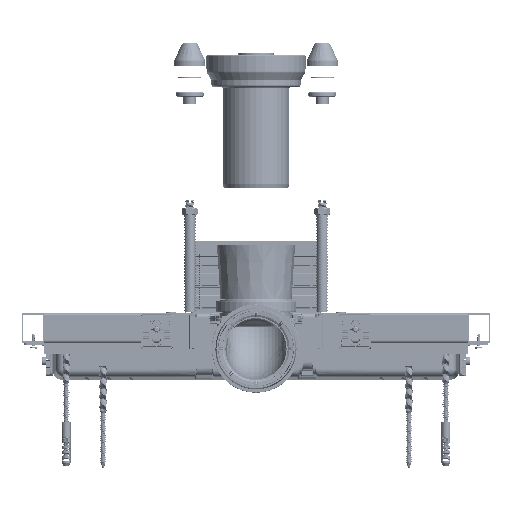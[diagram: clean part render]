
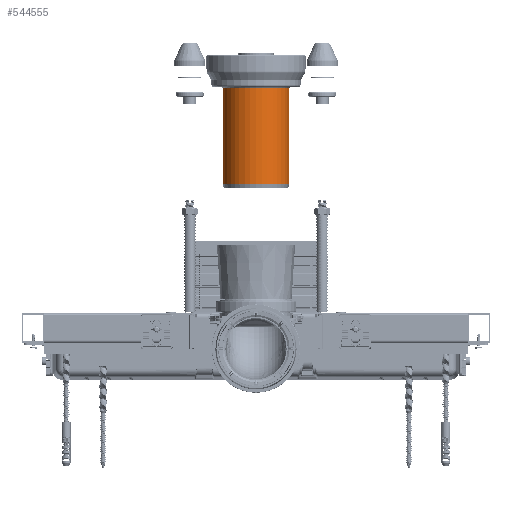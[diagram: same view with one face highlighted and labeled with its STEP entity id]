
A CAD part, front view. The second image highlights one B-rep face of the part: STEP entity #544555.
In plain terms, the highlighted cylindrical face has radius 45 mm (diameter 90 mm), a partial arc.
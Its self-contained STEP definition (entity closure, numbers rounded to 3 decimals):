
#544021=CARTESIAN_POINT('',(0.,-128.5,308.));
#544022=DIRECTION('',(0.,0.,-1.));
#544023=DIRECTION('',(1.,0.,0.));
#544024=AXIS2_PLACEMENT_3D('',#544021,#544022,#544023);
#544026=DIRECTION('',(0.,0.,1.));
#544027=VECTOR('',#544026,130.);
#544028=CARTESIAN_POINT('',(45.,-128.5,178.));
#544029=LINE('',#544028,#544027);
#544030=DIRECTION('',(0.,0.,1.));
#544031=VECTOR('',#544030,130.);
#544032=CARTESIAN_POINT('',(-45.,-128.5,178.));
#544033=LINE('',#544032,#544031);
#544034=CARTESIAN_POINT('',(0.,-128.5,178.));
#544035=DIRECTION('',(0.,0.,1.));
#544036=DIRECTION('',(-1.,0.,0.));
#544037=AXIS2_PLACEMENT_3D('',#544034,#544035,#544036);
#544324=CARTESIAN_POINT('',(45.,-128.5,308.));
#544325=CARTESIAN_POINT('',(-45.,-128.5,308.));
#544326=VERTEX_POINT('',#544324);
#544327=VERTEX_POINT('',#544325);
#544328=CARTESIAN_POINT('',(-45.,-128.5,178.));
#544329=CARTESIAN_POINT('',(45.,-128.5,178.));
#544330=VERTEX_POINT('',#544328);
#544331=VERTEX_POINT('',#544329);
#544543=CARTESIAN_POINT('',(0.,-128.5,362.));
#544544=DIRECTION('',(0.,0.,-1.));
#544545=DIRECTION('',(1.,0.,0.));
#544546=AXIS2_PLACEMENT_3D('',#544543,#544544,#544545);
#544547=CYLINDRICAL_SURFACE('',#544546,45.);
#544548=ORIENTED_EDGE('',*,*,#544530,.F.);
#544549=ORIENTED_EDGE('',*,*,#544465,.F.);
#544551=ORIENTED_EDGE('',*,*,#544550,.F.);
#544552=ORIENTED_EDGE('',*,*,#544462,.T.);
#544553=EDGE_LOOP('',(#544548,#544549,#544551,#544552));
#544554=FACE_OUTER_BOUND('',#544553,.F.);
#544555=ADVANCED_FACE('',(#544554),#544547,.T.);
#544025=CIRCLE('',#544024,45.);
#544038=CIRCLE('',#544037,45.);
#544462=EDGE_CURVE('',#544330,#544327,#544033,.T.);
#544465=EDGE_CURVE('',#544331,#544326,#544029,.T.);
#544530=EDGE_CURVE('',#544326,#544327,#544025,.T.);
#544550=EDGE_CURVE('',#544330,#544331,#544038,.T.);
